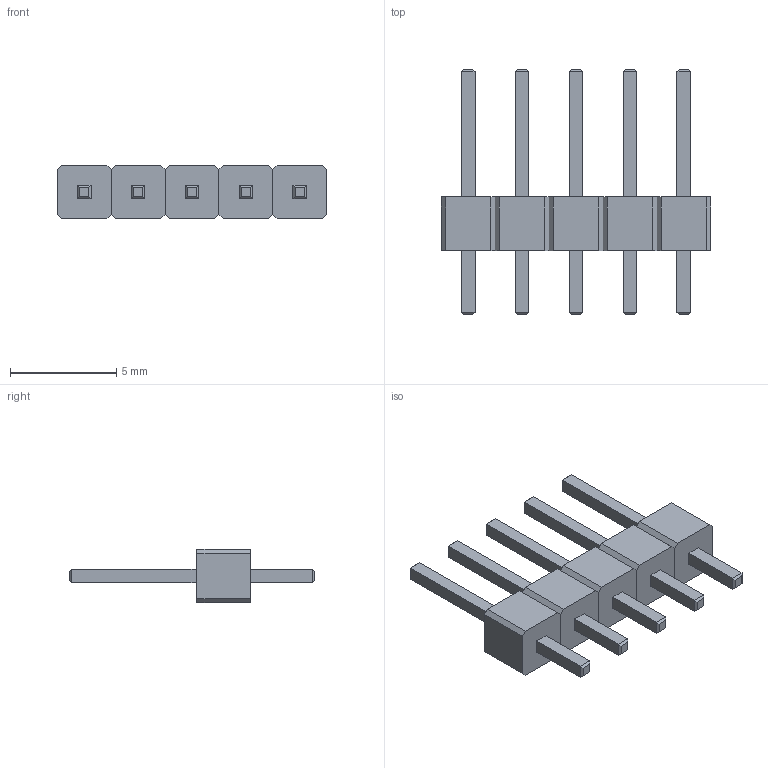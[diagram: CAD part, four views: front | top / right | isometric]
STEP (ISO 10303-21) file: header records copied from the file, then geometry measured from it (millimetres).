
FILE_DESCRIPTION (( 'STEP AP214' ), '1' );
FILE_NAME ('User Library-PLS-5.STEP', '2021-06-03T08:31:12', ( '' ), ( '' ), 'SwSTEP 2.0', 'SolidWorks 2021', '' );
FILE_SCHEMA (( 'AUTOMOTIVE_DESIGN' ));
Length unit declared in the file: millimetre
Products named in the file (1): User Library-PLS-5
Bounding box: 12.7 x 11.54 x 2.54 mm (x, y, z)
Volume: 99.2 mm3; surface area: 365.4 mm2
Topology: 10 solids, 10 shells, 140 faces, 320 edges, 200 vertices
Faces by surface type: plane 140
Entity records: 5171 total; most frequent: CARTESIAN_POINT 661, ORIENTED_EDGE 640, DIRECTION 602, EDGE_CURVE 320, VECTOR 320, LINE 320, VERTEX_POINT 200, EDGE_LOOP 150
